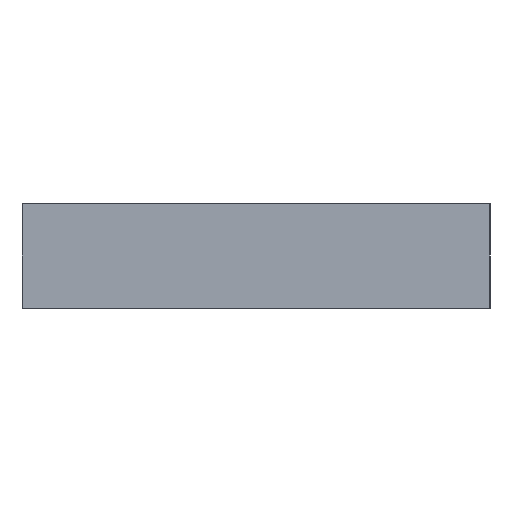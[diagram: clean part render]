
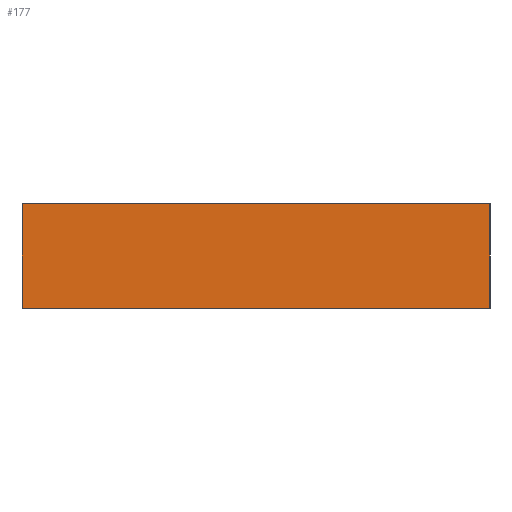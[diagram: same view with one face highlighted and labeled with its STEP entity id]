
A CAD part, left-side view. The second image highlights one B-rep face of the part: STEP entity #177.
In plain terms, the highlighted planar face has unit normal (-1, 0, 0).
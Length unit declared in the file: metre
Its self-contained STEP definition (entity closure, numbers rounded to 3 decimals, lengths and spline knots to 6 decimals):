
#36=ORIENTED_EDGE('',*,*,#74,.F.);
#37=ORIENTED_EDGE('',*,*,#67,.F.);
#38=ORIENTED_EDGE('',*,*,#75,.T.);
#39=ORIENTED_EDGE('',*,*,#72,.T.);
#67=EDGE_CURVE('',#87,#85,#103,.T.);
#72=EDGE_CURVE('',#91,#90,#108,.T.);
#74=EDGE_CURVE('',#85,#90,#110,.T.);
#75=EDGE_CURVE('',#87,#91,#111,.T.);
#85=VERTEX_POINT('',#269);
#87=VERTEX_POINT('',#273);
#90=VERTEX_POINT('',#283);
#91=VERTEX_POINT('',#285);
#103=LINE('',#274,#115);
#108=LINE('',#284,#120);
#110=LINE('',#288,#122);
#111=LINE('',#289,#123);
#115=VECTOR('',#222,1.);
#120=VECTOR('',#231,1.);
#122=VECTOR('',#235,1.);
#123=VECTOR('',#236,1.);
#127=EDGE_LOOP('',(#36,#37,#38,#39));
#149=FACE_BOUND('',#127,.T.);
#171=PLANE('',#200);
#177=ADVANCED_FACE('',(#149),#171,.T.);
#200=AXIS2_PLACEMENT_3D('',#287,#233,#234);
#222=DIRECTION('',(0.,0.,-1.));
#231=DIRECTION('',(0.,0.,-1.));
#233=DIRECTION('',(-1.,0.,0.));
#234=DIRECTION('',(0.,0.,1.));
#235=DIRECTION('',(0.,1.,0.));
#236=DIRECTION('',(0.,1.,0.));
#269=CARTESIAN_POINT('',(-0.04445,-0.011176,0.));
#273=CARTESIAN_POINT('',(-0.04445,-0.011176,0.005));
#274=CARTESIAN_POINT('',(-0.04445,-0.011176,0.005));
#283=CARTESIAN_POINT('',(-0.04445,0.011176,0.));
#284=CARTESIAN_POINT('',(-0.04445,0.011176,0.005));
#285=CARTESIAN_POINT('',(-0.04445,0.011176,0.005));
#287=CARTESIAN_POINT('',(-0.04445,0.,0.005));
#288=CARTESIAN_POINT('',(-0.04445,0.,0.));
#289=CARTESIAN_POINT('',(-0.04445,0.,0.005));
